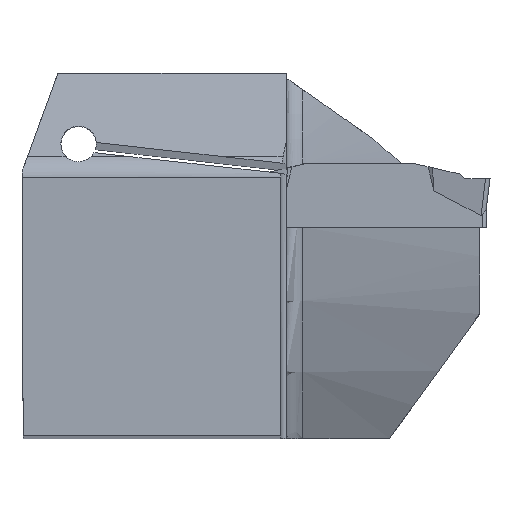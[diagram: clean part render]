
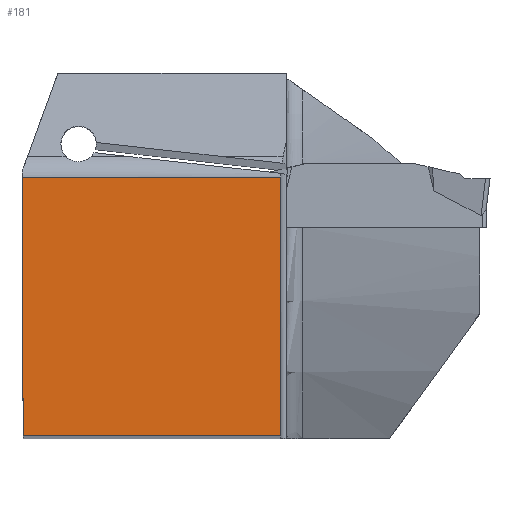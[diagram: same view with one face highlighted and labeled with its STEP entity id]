
A CAD part, top view. The second image highlights one B-rep face of the part: STEP entity #181.
In plain terms, the highlighted planar face has unit normal (0, 0, 1).
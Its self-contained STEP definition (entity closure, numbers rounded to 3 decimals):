
#123=PLANE('',#1535);
#181=ADVANCED_FACE('CU_BACK_SU1',(#263),#123,.F.);
#263=FACE_OUTER_BOUND('',#332,.T.);
#332=EDGE_LOOP('',(#603,#604,#605,#606));
#603=ORIENTED_EDGE('',*,*,#1038,.T.);
#604=ORIENTED_EDGE('',*,*,#1060,.F.);
#605=ORIENTED_EDGE('',*,*,#1072,.T.);
#606=ORIENTED_EDGE('',*,*,#1008,.T.);
#872=VERTEX_POINT('',#2151);
#873=VERTEX_POINT('',#2153);
#896=VERTEX_POINT('',#2261);
#907=VERTEX_POINT('',#2308);
#1008=EDGE_CURVE('',#873,#872,#1179,.T.);
#1038=EDGE_CURVE('',#872,#896,#1196,.T.);
#1060=EDGE_CURVE('',#907,#896,#1213,.T.);
#1072=EDGE_CURVE('',#907,#873,#1220,.T.);
#1179=LINE('',#2152,#1305);
#1196=LINE('',#2262,#1322);
#1213=LINE('',#2309,#1339);
#1220=LINE('',#2335,#1346);
#1305=VECTOR('',#1665,1.);
#1322=VECTOR('',#1712,1.);
#1339=VECTOR('',#1751,1.);
#1346=VECTOR('',#1782,1.);
#1535=AXIS2_PLACEMENT_3D('',#2336,#1783,#1784);
#1665=DIRECTION('',(0.004,-1.,0.));
#1712=DIRECTION('',(1.,0.,0.));
#1751=DIRECTION('',(0.,-1.,0.));
#1782=DIRECTION('',(-1.,0.,0.));
#1783=DIRECTION('',(0.,0.,-1.));
#1784=DIRECTION('',(0.,-1.,0.));
#2151=CARTESIAN_POINT('',(0.109,0.,0.));
#2152=CARTESIAN_POINT('',(-0.088,44.976,0.));
#2153=CARTESIAN_POINT('',(0.,24.875,0.));
#2261=CARTESIAN_POINT('',(24.875,0.,0.));
#2262=CARTESIAN_POINT('',(-23.244,0.,0.));
#2308=CARTESIAN_POINT('',(24.875,24.875,0.));
#2309=CARTESIAN_POINT('',(24.875,44.875,0.));
#2335=CARTESIAN_POINT('',(-23.244,24.875,0.));
#2336=CARTESIAN_POINT('',(-23.244,44.875,0.));
